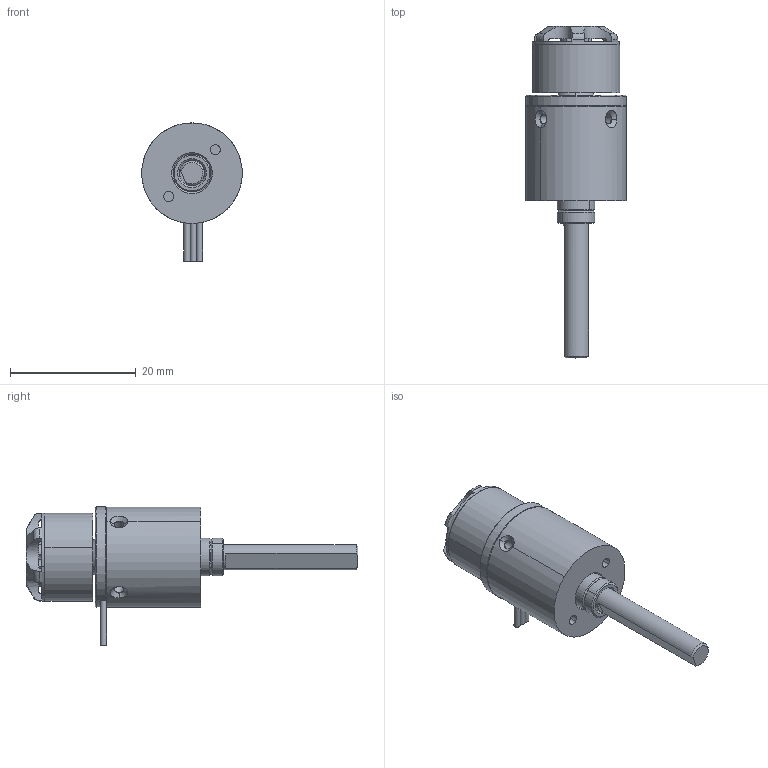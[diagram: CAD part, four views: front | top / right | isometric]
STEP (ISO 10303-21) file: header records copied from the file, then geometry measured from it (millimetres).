
FILE_DESCRIPTION (( 'STEP AP203' ), '1' );
FILE_NAME ('RRMini-GMP16-1106-Mk4-Drive4mm.STEP', '2024-12-10T18:34:20', ( '' ), ( '' ), 'SwSTEP 2.0', 'SolidWorks 2021', '' );
FILE_SCHEMA (( 'CONFIG_CONTROL_DESIGN' ));
Length unit declared in the file: millimetre
Products named in the file (17): RepeatDriveBrushedMk2 - 3mm2^RR-GMP16; BE1106-RotorTop; RepeatDriveBrushedMk2 - 3mm6^RR-GMP16; RR-GMP16; RepeatDriveBrushedMk2 - 3mm7^RR-GMP16; BE1106-Gear; RepeatDriveBrushedMk2 - 3mm1^RR-GMP16; RepeatDriveBrushedMk2 - 3mm4^RR-GMP16; BE1106; BE1106-Washer; RRMini-GMP16-1106-Mk4-Drive4mm; BE1106-Wires; RepeatDriveBrushedMk2 - 3mm5^RR-GMP16; BE1106-Shaft; BE1106-Bearing; BE1106-StatorBase; BE1106-MagnetRing
Assembly tree (17 placements, depth 3):
  RRMini-GMP16-1106-Mk4-Drive4mm
    BE1106
      BE1106-StatorBase
      BE1106-Bearing  x2
      BE1106-Shaft
      BE1106-MagnetRing
      BE1106-RotorTop
      BE1106-Washer
      BE1106-Gear
      BE1106-Wires
    RR-GMP16
      RepeatDriveBrushedMk2 - 3mm1^RR-GMP16
      RepeatDriveBrushedMk2 - 3mm2^RR-GMP16
      RepeatDriveBrushedMk2 - 3mm4^RR-GMP16
      RepeatDriveBrushedMk2 - 3mm5^RR-GMP16
      RepeatDriveBrushedMk2 - 3mm6^RR-GMP16
      RepeatDriveBrushedMk2 - 3mm7^RR-GMP16
Bounding box: 16 x 52.8 x 22 mm (x, y, z)
Volume: 2820.1 mm3; surface area: 5756.1 mm2
Topology: 17 solids, 17 shells, 621 faces, 1637 edges, 1048 vertices
Faces by surface type: cylinder 201, plane 170, cone 118, bspline 114, torus 18
Full cylindrical faces by diameter (mm): 1 x3, 1.5 x2, 1.6 x4, 3 x1, 4 x4, 13 x1, 16 x1
Entity records: 31084 total; most frequent: CARTESIAN_POINT 14642, ORIENTED_EDGE 3146, DIRECTION 2933, EDGE_CURVE 1573, AXIS2_PLACEMENT_3D 1152, VERTEX_POINT 1027, EDGE_LOOP 692, CIRCLE 637
